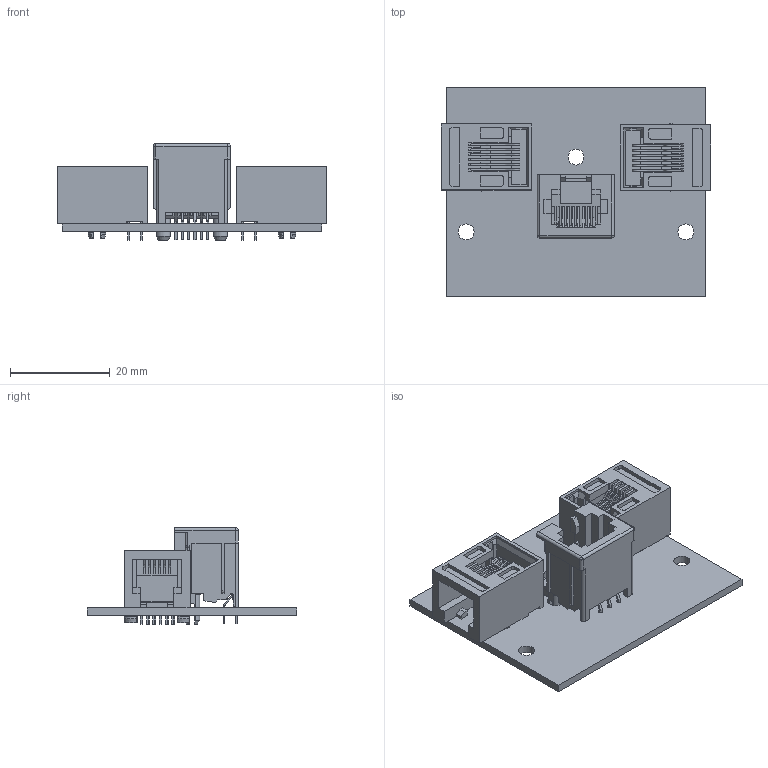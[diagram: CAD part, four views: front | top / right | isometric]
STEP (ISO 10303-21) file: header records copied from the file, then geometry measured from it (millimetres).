
FILE_DESCRIPTION(('KiCad electronic assembly'),'2;1');
FILE_NAME('loco3.step','2024-04-13T00:21:33',('Pcbnew'),('Kicad'), 'Open CASCADE STEP processor 7.6','KiCad to STEP converter','Unknown' );
FILE_SCHEMA(('AUTOMOTIVE_DESIGN { 1 0 10303 214 1 1 1 1 }'));
Length unit declared in the file: millimetre
Products named in the file (6): loco3 1; CUI_CRJ025-1-TH; CUI_DEVICES_CRJ025-1-TH; 95501-2611; 955012611; loco3_PCB
Assembly tree (6 placements, depth 3):
  loco3 1
    CUI_CRJ025-1-TH
      CUI_DEVICES_CRJ025-1-TH
    95501-2611  x2
      955012611
    loco3_PCB
Bounding box: 53.86 x 42 x 19.37 mm (x, y, z)
Volume: 7209.6 mm3; surface area: 11309.4 mm2
Topology: 17 solids, 17 shells, 1137 faces, 3265 edges, 2190 vertices
Faces by surface type: plane 866, cylinder 247, cone 12, sphere 8, torus 4
Full cylindrical faces by diameter (mm): 0.9 x18, 3.2 x3, 3.25 x2, 3.3 x4
Entity records: 29244 total; most frequent: CARTESIAN_POINT 4777, ORIENTED_EDGE 4506, DIRECTION 4245, EDGE_CURVE 2253, LINE 1837, VECTOR 1837, VERTEX_POINT 1480, AXIS2_PLACEMENT_3D 1204
